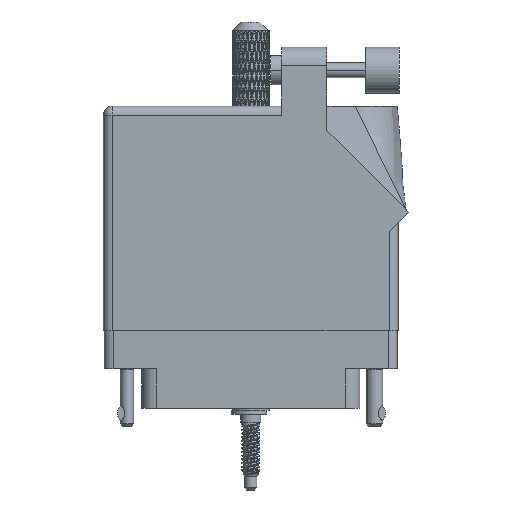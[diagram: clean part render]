
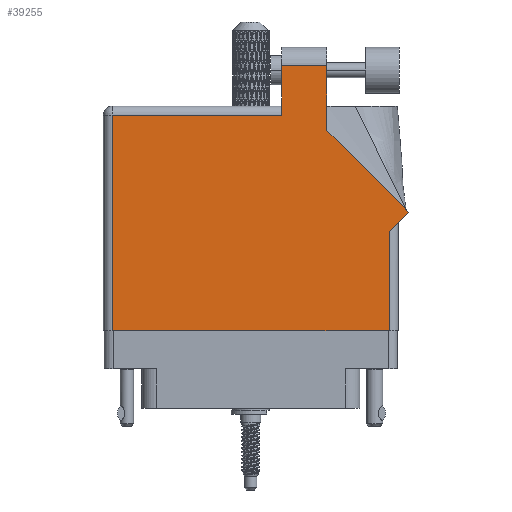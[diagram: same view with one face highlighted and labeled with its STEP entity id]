
A CAD part, front view. The second image highlights one B-rep face of the part: STEP entity #39255.
In plain terms, the highlighted face is planar.
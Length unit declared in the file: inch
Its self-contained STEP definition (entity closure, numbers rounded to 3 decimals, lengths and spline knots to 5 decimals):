
#411 = DIRECTION ( 'NONE',  ( -1., 0., 0. ) ) ;
#5575 = LINE ( 'NONE', #56077, #42646 ) ;
#7579 = EDGE_CURVE ( 'NONE', #98607, #34309, #89643, .T. ) ;
#9439 = CARTESIAN_POINT ( 'NONE',  ( 1.217, 1.805, 0. ) ) ;
#10930 = VECTOR ( 'NONE', #31205, 39.37008 ) ;
#12998 = EDGE_CURVE ( 'NONE', #93079, #98607, #21394, .T. ) ;
#16319 = CARTESIAN_POINT ( 'NONE',  ( 1.524, 1.36442, 0. ) ) ;
#16332 = ORIENTED_EDGE ( 'NONE', *, *, #108704, .T. ) ;
#16946 = VECTOR ( 'NONE', #23270, 39.37008 ) ;
#16956 = CARTESIAN_POINT ( 'NONE',  ( 0., 1.53, 0. ) ) ;
#18082 = DIRECTION ( 'NONE',  ( 0., 0., -1. ) ) ;
#18418 = CARTESIAN_POINT ( 'NONE',  ( 1.524, 1.805, 0. ) ) ;
#18931 = VECTOR ( 'NONE', #45661, 39.37008 ) ;
#20258 = EDGE_CURVE ( 'NONE', #80858, #84055, #92603, .T. ) ;
#21394 = LINE ( 'NONE', #42359, #55736 ) ;
#23270 = DIRECTION ( 'NONE',  ( 0., 1., 0. ) ) ;
#23845 = CARTESIAN_POINT ( 'NONE',  ( 1.948, 0.737, 0. ) ) ;
#23925 = VERTEX_POINT ( 'NONE', #35938 ) ;
#23952 = VECTOR ( 'NONE', #27033, 39.37008 ) ;
#27033 = DIRECTION ( 'NONE',  ( -0.707, 0.707, 0. ) ) ;
#30138 = ORIENTED_EDGE ( 'NONE', *, *, #72270, .T. ) ;
#31205 = DIRECTION ( 'NONE',  ( 1., 0., 0. ) ) ;
#32809 = LINE ( 'NONE', #101950, #10930 ) ;
#33040 = CARTESIAN_POINT ( 'NONE',  ( 0.062, 0., 0. ) ) ;
#33126 = VERTEX_POINT ( 'NONE', #77447 ) ;
#33654 = EDGE_CURVE ( 'NONE', #34309, #78594, #33998, .T. ) ;
#33998 = LINE ( 'NONE', #55613, #18931 ) ;
#34309 = VERTEX_POINT ( 'NONE', #86617 ) ;
#35456 = CARTESIAN_POINT ( 'NONE',  ( 2.08071, 0.80771, 0. ) ) ;
#35938 = CARTESIAN_POINT ( 'NONE',  ( 2.08071, 0.80771, 0. ) ) ;
#36294 = VECTOR ( 'NONE', #76858, 39.37008 ) ;
#36634 = CARTESIAN_POINT ( 'NONE',  ( 1.217, 1.53, 0. ) ) ;
#38822 = EDGE_CURVE ( 'NONE', #23925, #107981, #40422, .T. ) ;
#39255 = ADVANCED_FACE ( 'NONE', ( #95353 ), #87981, .F. ) ;
#40422 = LINE ( 'NONE', #35456, #23952 ) ;
#42359 = CARTESIAN_POINT ( 'NONE',  ( 1.217, 1.805, 0. ) ) ;
#42646 = VECTOR ( 'NONE', #89947, 39.37008 ) ;
#45661 = DIRECTION ( 'NONE',  ( -1., 0., 0. ) ) ;
#50103 = EDGE_CURVE ( 'NONE', #78594, #33126, #97538, .T. ) ;
#55613 = CARTESIAN_POINT ( 'NONE',  ( 0., 1.468, 0. ) ) ;
#55736 = VECTOR ( 'NONE', #104676, 39.37008 ) ;
#56077 = CARTESIAN_POINT ( 'NONE',  ( 2.01, 0.737, 0. ) ) ;
#57273 = EDGE_LOOP ( 'NONE', ( #30138, #104796, #79181, #93189, #90869, #68405, #65623, #16332, #67270 ) ) ;
#65623 = ORIENTED_EDGE ( 'NONE', *, *, #20258, .T. ) ;
#67270 = ORIENTED_EDGE ( 'NONE', *, *, #38822, .T. ) ;
#68405 = ORIENTED_EDGE ( 'NONE', *, *, #83708, .T. ) ;
#68608 = CARTESIAN_POINT ( 'NONE',  ( 0.062, 1.468, 0. ) ) ;
#70302 = VECTOR ( 'NONE', #106632, 39.37008 ) ;
#72270 = EDGE_CURVE ( 'NONE', #107981, #93079, #92467, .T. ) ;
#72817 = VECTOR ( 'NONE', #77678, 39.37008 ) ;
#76858 = DIRECTION ( 'NONE',  ( 0., 1., 0. ) ) ;
#77447 = CARTESIAN_POINT ( 'NONE',  ( 0.062, 0., 0. ) ) ;
#77678 = DIRECTION ( 'NONE',  ( 0., -1., 0. ) ) ;
#78594 = VERTEX_POINT ( 'NONE', #68608 ) ;
#79181 = ORIENTED_EDGE ( 'NONE', *, *, #7579, .T. ) ;
#80858 = VERTEX_POINT ( 'NONE', #93546 ) ;
#83708 = EDGE_CURVE ( 'NONE', #33126, #80858, #32809, .T. ) ;
#84055 = VERTEX_POINT ( 'NONE', #93998 ) ;
#86617 = CARTESIAN_POINT ( 'NONE',  ( 1.217, 1.468, 0. ) ) ;
#87981 = PLANE ( 'NONE',  #94511 ) ;
#89643 = LINE ( 'NONE', #36634, #70302 ) ;
#89947 = DIRECTION ( 'NONE',  ( 0.707, 0.707, 0. ) ) ;
#90869 = ORIENTED_EDGE ( 'NONE', *, *, #50103, .T. ) ;
#92467 = LINE ( 'NONE', #93118, #16946 ) ;
#92603 = LINE ( 'NONE', #23845, #36294 ) ;
#93079 = VERTEX_POINT ( 'NONE', #18418 ) ;
#93118 = CARTESIAN_POINT ( 'NONE',  ( 1.524, 1.36442, 0. ) ) ;
#93189 = ORIENTED_EDGE ( 'NONE', *, *, #33654, .T. ) ;
#93546 = CARTESIAN_POINT ( 'NONE',  ( 1.948, 0., 0. ) ) ;
#93998 = CARTESIAN_POINT ( 'NONE',  ( 1.948, 0.675, 0. ) ) ;
#94511 = AXIS2_PLACEMENT_3D ( 'NONE', #16956, #18082, #411 ) ;
#95353 = FACE_OUTER_BOUND ( 'NONE', #57273, .T. ) ;
#97538 = LINE ( 'NONE', #33040, #72817 ) ;
#98607 = VERTEX_POINT ( 'NONE', #9439 ) ;
#101950 = CARTESIAN_POINT ( 'NONE',  ( 0., 0., 0. ) ) ;
#104676 = DIRECTION ( 'NONE',  ( -1., 0., 0. ) ) ;
#104796 = ORIENTED_EDGE ( 'NONE', *, *, #12998, .T. ) ;
#106632 = DIRECTION ( 'NONE',  ( 0., -1., 0. ) ) ;
#107981 = VERTEX_POINT ( 'NONE', #16319 ) ;
#108704 = EDGE_CURVE ( 'NONE', #84055, #23925, #5575, .T. ) ;
